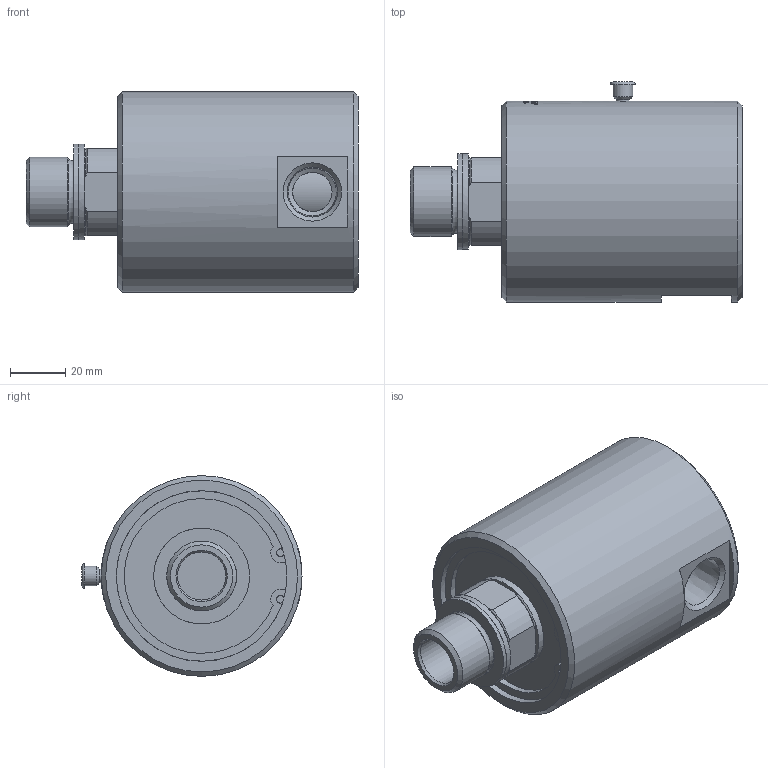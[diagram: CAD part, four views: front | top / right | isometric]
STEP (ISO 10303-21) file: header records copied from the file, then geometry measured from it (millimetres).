
FILE_DESCRIPTION(/* description */ (''),/* implementation_level */ '2;1');
FILE_NAME(/* name */ '2200-000-003-IC.stp',/* time_stamp */ '2020-05-21T09:08:05-05:00',/* author */ ('manton'),/* organization */ (''),/* preprocessor_version */ 'ST-DEVELOPER v18',/* originating_system */ 'Autodesk Inventor 2020',/* authorisation */ '');
FILE_SCHEMA (('AUTOMOTIVE_DESIGN { 1 0 10303 214 3 1 1 }'));
Products named in the file (1): 2200-000-003-IC
Bounding box: 120.72 x 80.01 x 73 mm (x, y, z)
Volume: 364551.7 mm3; surface area: 36294.9 mm2
Topology: 1 solids, 1 shells, 382 faces, 1000 edges, 663 vertices
Faces by surface type: bspline 199, plane 91, cylinder 58, cone 32, torus 2
Full cylindrical faces by diameter (mm): 2.794 x2, 4.763 x1, 7.144 x1, 14.3 x1, 17.475 x1, 17.5 x1, 25.357 x1, 25.4 x1, 34.8 x2, 34.9 x1, 62.05 x1, 73 x1
Entity records: 60019 total; most frequent: CARTESIAN_POINT 51471, ORIENTED_EDGE 2000, DIRECTION 1281, EDGE_CURVE 1000, VERTEX_POINT 663, AXIS2_PLACEMENT_3D 468, EDGE_LOOP 425, FACE_OUTER_BOUND 382
